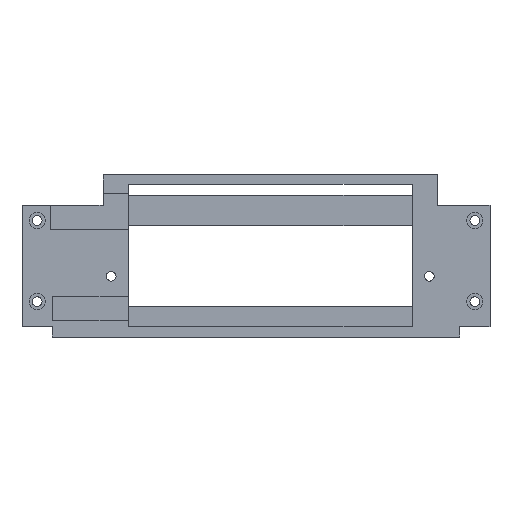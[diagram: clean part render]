
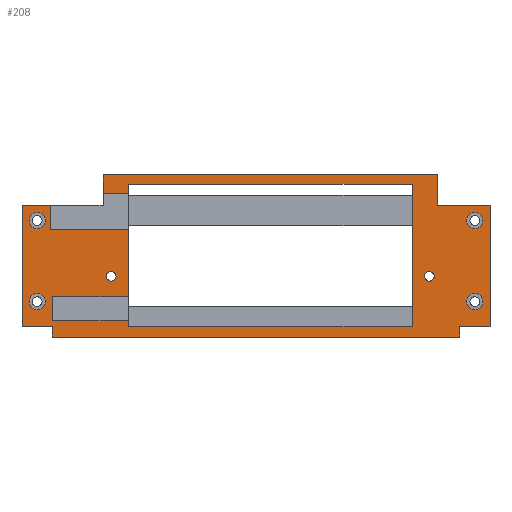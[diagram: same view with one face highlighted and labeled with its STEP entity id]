
A CAD part, top view. The second image highlights one B-rep face of the part: STEP entity #208.
In plain terms, the highlighted planar face has unit normal (0, 0, 1).
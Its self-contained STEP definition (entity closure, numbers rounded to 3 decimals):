
#48 = VERTEX_POINT('',#49);
#49 = CARTESIAN_POINT('',(15.,0.,10.));
#55 = EDGE_CURVE('',#48,#56,#58,.T.);
#56 = VERTEX_POINT('',#57);
#57 = CARTESIAN_POINT('',(216.,0.,10.));
#58 = LINE('',#59,#60);
#59 = CARTESIAN_POINT('',(0.,0.,10.));
#60 = VECTOR('',#61,1.);
#61 = DIRECTION('',(1.,0.,0.));
#191 = VERTEX_POINT('',#192);
#192 = CARTESIAN_POINT('',(216.,5.,10.));
#198 = EDGE_CURVE('',#56,#191,#199,.T.);
#199 = LINE('',#200,#201);
#200 = CARTESIAN_POINT('',(216.,0.,10.));
#201 = VECTOR('',#202,1.);
#202 = DIRECTION('',(0.,1.,0.));
#208 = ADVANCED_FACE('',(#209,#387,#398,#409,#420,#431,#442),#453,.T.);
#209 = FACE_BOUND('',#210,.T.);
#210 = EDGE_LOOP('',(#211,#221,#229,#237,#245,#253,#261,#269,#277,#285,
    #293,#301,#309,#317,#325,#333,#341,#349,#357,#363,#364,#365,#373,
    #381));
#211 = ORIENTED_EDGE('',*,*,#212,.T.);
#212 = EDGE_CURVE('',#213,#215,#217,.T.);
#213 = VERTEX_POINT('',#214);
#214 = CARTESIAN_POINT('',(205.,65.,10.));
#215 = VERTEX_POINT('',#216);
#216 = CARTESIAN_POINT('',(205.,80.,10.));
#217 = LINE('',#218,#219);
#218 = CARTESIAN_POINT('',(205.,65.,10.));
#219 = VECTOR('',#220,1.);
#220 = DIRECTION('',(0.,1.,0.));
#221 = ORIENTED_EDGE('',*,*,#222,.T.);
#222 = EDGE_CURVE('',#215,#223,#225,.T.);
#223 = VERTEX_POINT('',#224);
#224 = CARTESIAN_POINT('',(40.,80.,10.));
#225 = LINE('',#226,#227);
#226 = CARTESIAN_POINT('',(231.,80.,10.));
#227 = VECTOR('',#228,1.);
#228 = DIRECTION('',(-1.,0.,0.));
#229 = ORIENTED_EDGE('',*,*,#230,.F.);
#230 = EDGE_CURVE('',#231,#223,#233,.T.);
#231 = VERTEX_POINT('',#232);
#232 = CARTESIAN_POINT('',(40.,71.,10.));
#233 = LINE('',#234,#235);
#234 = CARTESIAN_POINT('',(40.,65.,10.));
#235 = VECTOR('',#236,1.);
#236 = DIRECTION('',(0.,1.,0.));
#237 = ORIENTED_EDGE('',*,*,#238,.T.);
#238 = EDGE_CURVE('',#231,#239,#241,.T.);
#239 = VERTEX_POINT('',#240);
#240 = CARTESIAN_POINT('',(52.5,71.,10.));
#241 = LINE('',#242,#243);
#242 = CARTESIAN_POINT('',(14.,71.,10.));
#243 = VECTOR('',#244,1.);
#244 = DIRECTION('',(1.,0.,0.));
#245 = ORIENTED_EDGE('',*,*,#246,.T.);
#246 = EDGE_CURVE('',#239,#247,#249,.T.);
#247 = VERTEX_POINT('',#248);
#248 = CARTESIAN_POINT('',(52.5,75.5,10.));
#249 = LINE('',#250,#251);
#250 = CARTESIAN_POINT('',(52.5,5.,10.));
#251 = VECTOR('',#252,1.);
#252 = DIRECTION('',(0.,1.,0.));
#253 = ORIENTED_EDGE('',*,*,#254,.T.);
#254 = EDGE_CURVE('',#247,#255,#257,.T.);
#255 = VERTEX_POINT('',#256);
#256 = CARTESIAN_POINT('',(192.6,75.5,10.));
#257 = LINE('',#258,#259);
#258 = CARTESIAN_POINT('',(52.5,75.5,10.));
#259 = VECTOR('',#260,1.);
#260 = DIRECTION('',(1.,0.,0.));
#261 = ORIENTED_EDGE('',*,*,#262,.F.);
#262 = EDGE_CURVE('',#263,#255,#265,.T.);
#263 = VERTEX_POINT('',#264);
#264 = CARTESIAN_POINT('',(192.6,5.,10.));
#265 = LINE('',#266,#267);
#266 = CARTESIAN_POINT('',(192.6,5.,10.));
#267 = VECTOR('',#268,1.);
#268 = DIRECTION('',(0.,1.,0.));
#269 = ORIENTED_EDGE('',*,*,#270,.F.);
#270 = EDGE_CURVE('',#271,#263,#273,.T.);
#271 = VERTEX_POINT('',#272);
#272 = CARTESIAN_POINT('',(52.5,5.,10.));
#273 = LINE('',#274,#275);
#274 = CARTESIAN_POINT('',(52.5,5.,10.));
#275 = VECTOR('',#276,1.);
#276 = DIRECTION('',(1.,0.,0.));
#277 = ORIENTED_EDGE('',*,*,#278,.T.);
#278 = EDGE_CURVE('',#271,#279,#281,.T.);
#279 = VERTEX_POINT('',#280);
#280 = CARTESIAN_POINT('',(52.5,8.,10.));
#281 = LINE('',#282,#283);
#282 = CARTESIAN_POINT('',(52.5,5.,10.));
#283 = VECTOR('',#284,1.);
#284 = DIRECTION('',(0.,1.,0.));
#285 = ORIENTED_EDGE('',*,*,#286,.F.);
#286 = EDGE_CURVE('',#287,#279,#289,.T.);
#287 = VERTEX_POINT('',#288);
#288 = CARTESIAN_POINT('',(15.,8.,10.));
#289 = LINE('',#290,#291);
#290 = CARTESIAN_POINT('',(15.,8.,10.));
#291 = VECTOR('',#292,1.);
#292 = DIRECTION('',(1.,0.,0.));
#293 = ORIENTED_EDGE('',*,*,#294,.T.);
#294 = EDGE_CURVE('',#287,#295,#297,.T.);
#295 = VERTEX_POINT('',#296);
#296 = CARTESIAN_POINT('',(15.,20.,10.));
#297 = LINE('',#298,#299);
#298 = CARTESIAN_POINT('',(15.,8.,10.));
#299 = VECTOR('',#300,1.);
#300 = DIRECTION('',(0.,1.,0.));
#301 = ORIENTED_EDGE('',*,*,#302,.T.);
#302 = EDGE_CURVE('',#295,#303,#305,.T.);
#303 = VERTEX_POINT('',#304);
#304 = CARTESIAN_POINT('',(52.5,20.,10.));
#305 = LINE('',#306,#307);
#306 = CARTESIAN_POINT('',(15.,20.,10.));
#307 = VECTOR('',#308,1.);
#308 = DIRECTION('',(1.,0.,0.));
#309 = ORIENTED_EDGE('',*,*,#310,.T.);
#310 = EDGE_CURVE('',#303,#311,#313,.T.);
#311 = VERTEX_POINT('',#312);
#312 = CARTESIAN_POINT('',(52.5,53.,10.));
#313 = LINE('',#314,#315);
#314 = CARTESIAN_POINT('',(52.5,5.,10.));
#315 = VECTOR('',#316,1.);
#316 = DIRECTION('',(0.,1.,0.));
#317 = ORIENTED_EDGE('',*,*,#318,.F.);
#318 = EDGE_CURVE('',#319,#311,#321,.T.);
#319 = VERTEX_POINT('',#320);
#320 = CARTESIAN_POINT('',(14.,53.,10.));
#321 = LINE('',#322,#323);
#322 = CARTESIAN_POINT('',(14.,53.,10.));
#323 = VECTOR('',#324,1.);
#324 = DIRECTION('',(1.,0.,0.));
#325 = ORIENTED_EDGE('',*,*,#326,.T.);
#326 = EDGE_CURVE('',#319,#327,#329,.T.);
#327 = VERTEX_POINT('',#328);
#328 = CARTESIAN_POINT('',(14.,65.,10.));
#329 = LINE('',#330,#331);
#330 = CARTESIAN_POINT('',(14.,53.,10.));
#331 = VECTOR('',#332,1.);
#332 = DIRECTION('',(0.,1.,0.));
#333 = ORIENTED_EDGE('',*,*,#334,.F.);
#334 = EDGE_CURVE('',#335,#327,#337,.T.);
#335 = VERTEX_POINT('',#336);
#336 = CARTESIAN_POINT('',(0.,65.,10.));
#337 = LINE('',#338,#339);
#338 = CARTESIAN_POINT('',(0.,65.,10.));
#339 = VECTOR('',#340,1.);
#340 = DIRECTION('',(1.,0.,0.));
#341 = ORIENTED_EDGE('',*,*,#342,.T.);
#342 = EDGE_CURVE('',#335,#343,#345,.T.);
#343 = VERTEX_POINT('',#344);
#344 = CARTESIAN_POINT('',(0.,5.,10.));
#345 = LINE('',#346,#347);
#346 = CARTESIAN_POINT('',(0.,80.,10.));
#347 = VECTOR('',#348,1.);
#348 = DIRECTION('',(0.,-1.,0.));
#349 = ORIENTED_EDGE('',*,*,#350,.T.);
#350 = EDGE_CURVE('',#343,#351,#353,.T.);
#351 = VERTEX_POINT('',#352);
#352 = CARTESIAN_POINT('',(15.,5.,10.));
#353 = LINE('',#354,#355);
#354 = CARTESIAN_POINT('',(0.,5.,10.));
#355 = VECTOR('',#356,1.);
#356 = DIRECTION('',(1.,0.,0.));
#357 = ORIENTED_EDGE('',*,*,#358,.F.);
#358 = EDGE_CURVE('',#48,#351,#359,.T.);
#359 = LINE('',#360,#361);
#360 = CARTESIAN_POINT('',(15.,0.,10.));
#361 = VECTOR('',#362,1.);
#362 = DIRECTION('',(0.,1.,0.));
#363 = ORIENTED_EDGE('',*,*,#55,.T.);
#364 = ORIENTED_EDGE('',*,*,#198,.T.);
#365 = ORIENTED_EDGE('',*,*,#366,.T.);
#366 = EDGE_CURVE('',#191,#367,#369,.T.);
#367 = VERTEX_POINT('',#368);
#368 = CARTESIAN_POINT('',(231.,5.,10.));
#369 = LINE('',#370,#371);
#370 = CARTESIAN_POINT('',(216.,5.,10.));
#371 = VECTOR('',#372,1.);
#372 = DIRECTION('',(1.,0.,0.));
#373 = ORIENTED_EDGE('',*,*,#374,.T.);
#374 = EDGE_CURVE('',#367,#375,#377,.T.);
#375 = VERTEX_POINT('',#376);
#376 = CARTESIAN_POINT('',(231.,65.,10.));
#377 = LINE('',#378,#379);
#378 = CARTESIAN_POINT('',(231.,0.,10.));
#379 = VECTOR('',#380,1.);
#380 = DIRECTION('',(0.,1.,0.));
#381 = ORIENTED_EDGE('',*,*,#382,.F.);
#382 = EDGE_CURVE('',#213,#375,#383,.T.);
#383 = LINE('',#384,#385);
#384 = CARTESIAN_POINT('',(205.,65.,10.));
#385 = VECTOR('',#386,1.);
#386 = DIRECTION('',(1.,0.,0.));
#387 = FACE_BOUND('',#388,.T.);
#388 = EDGE_LOOP('',(#389));
#389 = ORIENTED_EDGE('',*,*,#390,.F.);
#390 = EDGE_CURVE('',#391,#391,#393,.T.);
#391 = VERTEX_POINT('',#392);
#392 = CARTESIAN_POINT('',(11.5,17.5,10.));
#393 = CIRCLE('',#394,4.);
#394 = AXIS2_PLACEMENT_3D('',#395,#396,#397);
#395 = CARTESIAN_POINT('',(7.5,17.5,10.));
#396 = DIRECTION('',(0.,0.,1.));
#397 = DIRECTION('',(1.,0.,0.));
#398 = FACE_BOUND('',#399,.T.);
#399 = EDGE_LOOP('',(#400));
#400 = ORIENTED_EDGE('',*,*,#401,.F.);
#401 = EDGE_CURVE('',#402,#402,#404,.T.);
#402 = VERTEX_POINT('',#403);
#403 = CARTESIAN_POINT('',(46.4,30.,10.));
#404 = CIRCLE('',#405,2.4);
#405 = AXIS2_PLACEMENT_3D('',#406,#407,#408);
#406 = CARTESIAN_POINT('',(44.,30.,10.));
#407 = DIRECTION('',(0.,0.,1.));
#408 = DIRECTION('',(1.,0.,0.));
#409 = FACE_BOUND('',#410,.T.);
#410 = EDGE_LOOP('',(#411));
#411 = ORIENTED_EDGE('',*,*,#412,.F.);
#412 = EDGE_CURVE('',#413,#413,#415,.T.);
#413 = VERTEX_POINT('',#414);
#414 = CARTESIAN_POINT('',(227.5,17.5,10.));
#415 = CIRCLE('',#416,4.);
#416 = AXIS2_PLACEMENT_3D('',#417,#418,#419);
#417 = CARTESIAN_POINT('',(223.5,17.5,10.));
#418 = DIRECTION('',(0.,0.,1.));
#419 = DIRECTION('',(1.,0.,0.));
#420 = FACE_BOUND('',#421,.T.);
#421 = EDGE_LOOP('',(#422));
#422 = ORIENTED_EDGE('',*,*,#423,.F.);
#423 = EDGE_CURVE('',#424,#424,#426,.T.);
#424 = VERTEX_POINT('',#425);
#425 = CARTESIAN_POINT('',(203.4,30.,10.));
#426 = CIRCLE('',#427,2.4);
#427 = AXIS2_PLACEMENT_3D('',#428,#429,#430);
#428 = CARTESIAN_POINT('',(201.,30.,10.));
#429 = DIRECTION('',(0.,0.,1.));
#430 = DIRECTION('',(1.,0.,0.));
#431 = FACE_BOUND('',#432,.T.);
#432 = EDGE_LOOP('',(#433));
#433 = ORIENTED_EDGE('',*,*,#434,.F.);
#434 = EDGE_CURVE('',#435,#435,#437,.T.);
#435 = VERTEX_POINT('',#436);
#436 = CARTESIAN_POINT('',(11.5,57.5,10.));
#437 = CIRCLE('',#438,4.);
#438 = AXIS2_PLACEMENT_3D('',#439,#440,#441);
#439 = CARTESIAN_POINT('',(7.5,57.5,10.));
#440 = DIRECTION('',(0.,0.,1.));
#441 = DIRECTION('',(1.,0.,0.));
#442 = FACE_BOUND('',#443,.T.);
#443 = EDGE_LOOP('',(#444));
#444 = ORIENTED_EDGE('',*,*,#445,.F.);
#445 = EDGE_CURVE('',#446,#446,#448,.T.);
#446 = VERTEX_POINT('',#447);
#447 = CARTESIAN_POINT('',(227.5,57.5,10.));
#448 = CIRCLE('',#449,4.);
#449 = AXIS2_PLACEMENT_3D('',#450,#451,#452);
#450 = CARTESIAN_POINT('',(223.5,57.5,10.));
#451 = DIRECTION('',(0.,0.,1.));
#452 = DIRECTION('',(1.,0.,0.));
#453 = PLANE('',#454);
#454 = AXIS2_PLACEMENT_3D('',#455,#456,#457);
#455 = CARTESIAN_POINT('',(115.751,39.463,10.));
#456 = DIRECTION('',(0.,0.,1.));
#457 = DIRECTION('',(1.,0.,0.));
